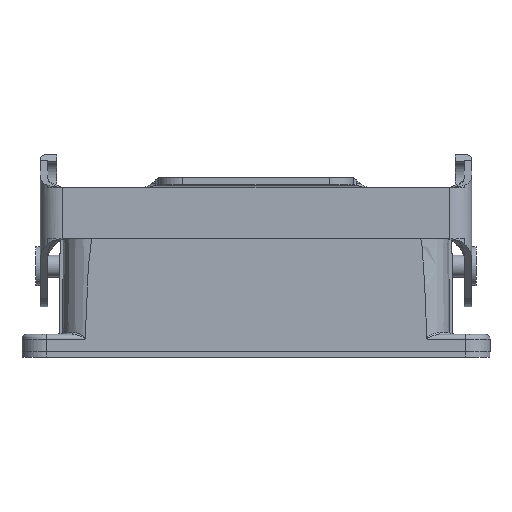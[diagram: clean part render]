
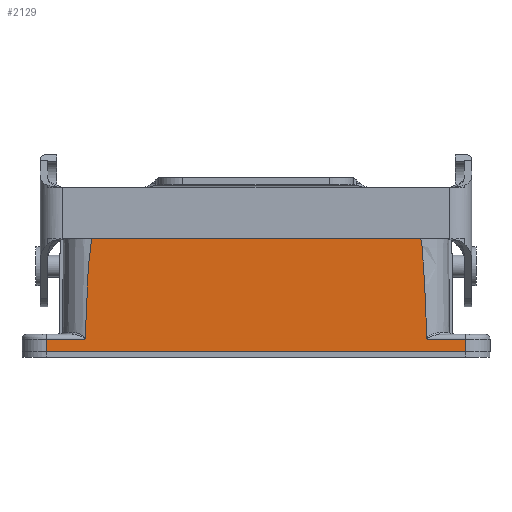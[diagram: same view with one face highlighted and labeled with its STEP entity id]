
A CAD part, front view. The second image highlights one B-rep face of the part: STEP entity #2129.
In plain terms, the highlighted planar face has unit normal (0, -1, 0).
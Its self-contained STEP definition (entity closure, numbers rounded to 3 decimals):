
#1824=B_SPLINE_CURVE_WITH_KNOTS('',3,(#8463,#8464,#8465,#8466),
 .UNSPECIFIED.,.F.,.F.,(4,4),(0.,1.),.UNSPECIFIED.);
#1826=B_SPLINE_CURVE_WITH_KNOTS('',3,(#8511,#8512,#8513,#8514,#8515,#8516,
#8517,#8518,#8519,#8520,#8521,#8522,#8523,#8524,#8525,#8526,#8527,#8528,
#8529,#8530,#8531,#8532,#8533,#8534,#8535,#8536,#8537,#8538,#8539,#8540,
#8541,#8542),.UNSPECIFIED.,.F.,.F.,(4,1,2,2,2,2,2,2,2,2,2,1,2,2,2,2,4),
(0.,0.062,0.094,0.125,0.187,
0.25,0.375,0.5,0.625,
0.687,0.703,0.719,0.75,
0.812,0.844,0.875,1.),.UNSPECIFIED.);
#1828=B_SPLINE_CURVE_WITH_KNOTS('',3,(#8584,#8585,#8586,#8587,#8588,#8589,
#8590,#8591,#8592,#8593,#8594,#8595,#8596,#8597,#8598,#8599,#8600,#8601,
#8602,#8603,#8604,#8605,#8606,#8607,#8608,#8609,#8610,#8611,#8612,#8613,
#8614,#8615,#8616,#8617,#8618,#8619,#8620,#8621,#8622),.UNSPECIFIED.,.F.,
 .F.,(4,2,2,2,2,2,2,2,2,2,1,2,2,2,2,2,1,2,2,1,4),(0.,0.125,
0.141,0.156,0.187,0.25,
0.281,0.313,0.375,0.438,0.5,0.563,
0.594,0.625,0.75,0.813,
0.875,0.891,0.906,0.938,1.),
 .UNSPECIFIED.);
#1833=B_SPLINE_CURVE_WITH_KNOTS('',3,(#8968,#8969,#8970,#8971),
 .UNSPECIFIED.,.F.,.F.,(4,4),(0.,1.),.UNSPECIFIED.);
#2129=ADVANCED_FACE('53-0-5',(#2471),#2333,.F.);
#2333=PLANE('',#6307);
#2471=FACE_OUTER_BOUND('',#2736,.T.);
#2736=EDGE_LOOP('',(#3648,#3649,#3650,#3651,#3652,#3653,#3654,#3655,#3656,
#3657));
#3648=ORIENTED_EDGE('',*,*,#5056,.F.);
#3649=ORIENTED_EDGE('',*,*,#5119,.F.);
#3650=ORIENTED_EDGE('',*,*,#5046,.F.);
#3651=ORIENTED_EDGE('',*,*,#5044,.F.);
#3652=ORIENTED_EDGE('',*,*,#5004,.F.);
#3653=ORIENTED_EDGE('',*,*,#5120,.F.);
#3654=ORIENTED_EDGE('',*,*,#4847,.F.);
#3655=ORIENTED_EDGE('',*,*,#5100,.T.);
#3656=ORIENTED_EDGE('',*,*,#5105,.F.);
#3657=ORIENTED_EDGE('',*,*,#5118,.F.);
#4430=VERTEX_POINT('',#7819);
#4431=VERTEX_POINT('',#7821);
#4532=VERTEX_POINT('',#8284);
#4535=VERTEX_POINT('',#8289);
#4563=VERTEX_POINT('',#8467);
#4564=VERTEX_POINT('',#8543);
#4573=VERTEX_POINT('',#8583);
#4574=VERTEX_POINT('',#8623);
#4602=VERTEX_POINT('',#8872);
#4605=VERTEX_POINT('',#8918);
#4847=EDGE_CURVE('',#4430,#4431,#5469,.T.);
#5004=EDGE_CURVE('',#4535,#4532,#5560,.T.);
#5044=EDGE_CURVE('',#4532,#4563,#1824,.T.);
#5046=EDGE_CURVE('',#4563,#4564,#1826,.T.);
#5056=EDGE_CURVE('',#4573,#4574,#1828,.T.);
#5100=EDGE_CURVE('',#4430,#4602,#5611,.T.);
#5105=EDGE_CURVE('',#4605,#4602,#5612,.T.);
#5118=EDGE_CURVE('',#4574,#4605,#1833,.T.);
#5119=EDGE_CURVE('',#4564,#4573,#5618,.T.);
#5120=EDGE_CURVE('',#4431,#4535,#5619,.T.);
#5469=LINE('',#7820,#5788);
#5560=LINE('',#8290,#5879);
#5611=LINE('',#8871,#5930);
#5612=LINE('',#8919,#5931);
#5618=LINE('',#9005,#5937);
#5619=LINE('',#9006,#5938);
#5788=VECTOR('',#6595,1.);
#5879=VECTOR('',#6918,1.);
#5930=VECTOR('',#7085,1.);
#5931=VECTOR('',#7094,1.);
#5937=VECTOR('',#7126,1.);
#5938=VECTOR('',#7127,1.);
#6307=AXIS2_PLACEMENT_3D('',#9007,#7128,#7129);
#6595=DIRECTION('',(-1.,0.,0.));
#6918=DIRECTION('',(1.,0.,0.));
#7085=DIRECTION('',(0.,0.,1.));
#7094=DIRECTION('',(1.,0.,0.));
#7126=DIRECTION('',(1.,0.,0.));
#7127=DIRECTION('',(0.,0.,1.));
#7128=DIRECTION('',(0.,1.,0.));
#7129=DIRECTION('',(-1.,0.,0.));
#7819=CARTESIAN_POINT('',(43.,-14.75,0.));
#7820=CARTESIAN_POINT('',(43.,-14.75,0.));
#7821=CARTESIAN_POINT('',(-43.,-14.75,0.));
#8284=CARTESIAN_POINT('',(-35.098,-14.75,2.5));
#8289=CARTESIAN_POINT('',(-43.,-14.75,2.5));
#8290=CARTESIAN_POINT('',(-43.,-14.75,2.5));
#8463=CARTESIAN_POINT('',(-35.098,-14.75,2.5));
#8464=CARTESIAN_POINT('',(-35.063,-14.75,2.546));
#8465=CARTESIAN_POINT('',(-35.047,-14.749,2.61));
#8466=CARTESIAN_POINT('',(-35.042,-14.75,2.686));
#8467=CARTESIAN_POINT('',(-35.042,-14.75,2.686));
#8511=CARTESIAN_POINT('',(-35.041,-14.75,2.686));
#8512=CARTESIAN_POINT('',(-35.028,-14.75,3.106));
#8513=CARTESIAN_POINT('',(-35.008,-14.748,3.779));
#8514=CARTESIAN_POINT('',(-34.989,-14.747,4.517));
#8515=CARTESIAN_POINT('',(-34.976,-14.745,5.024));
#8516=CARTESIAN_POINT('',(-34.974,-14.745,5.073));
#8517=CARTESIAN_POINT('',(-34.958,-14.745,5.569));
#8518=CARTESIAN_POINT('',(-34.94,-14.745,6.069));
#8519=CARTESIAN_POINT('',(-34.891,-14.744,7.409));
#8520=CARTESIAN_POINT('',(-34.88,-14.744,7.683));
#8521=CARTESIAN_POINT('',(-34.828,-14.745,8.93));
#8522=CARTESIAN_POINT('',(-34.784,-14.746,9.887));
#8523=CARTESIAN_POINT('',(-34.677,-14.749,12.052));
#8524=CARTESIAN_POINT('',(-34.632,-14.75,12.936));
#8525=CARTESIAN_POINT('',(-34.538,-14.75,14.801));
#8526=CARTESIAN_POINT('',(-34.497,-14.75,15.648));
#8527=CARTESIAN_POINT('',(-34.407,-14.751,17.044));
#8528=CARTESIAN_POINT('',(-34.373,-14.752,17.529));
#8529=CARTESIAN_POINT('',(-34.325,-14.753,18.16));
#8530=CARTESIAN_POINT('',(-34.317,-14.753,18.263));
#8531=CARTESIAN_POINT('',(-34.287,-14.754,18.65));
#8532=CARTESIAN_POINT('',(-34.245,-14.755,19.205));
#8533=CARTESIAN_POINT('',(-34.207,-14.755,19.684));
#8534=CARTESIAN_POINT('',(-34.139,-14.755,20.542));
#8535=CARTESIAN_POINT('',(-34.103,-14.755,20.98));
#8536=CARTESIAN_POINT('',(-34.063,-14.755,21.436));
#8537=CARTESIAN_POINT('',(-34.052,-14.755,21.555));
#8538=CARTESIAN_POINT('',(-34.035,-14.755,21.725));
#8539=CARTESIAN_POINT('',(-34.005,-14.755,22.005));
#8540=CARTESIAN_POINT('',(-33.862,-14.756,23.147));
#8541=CARTESIAN_POINT('',(-33.703,-14.758,24.069));
#8542=CARTESIAN_POINT('',(-33.5,-14.75,25.));
#8543=CARTESIAN_POINT('',(-33.5,-14.75,25.));
#8583=CARTESIAN_POINT('',(33.5,-14.75,25.));
#8584=CARTESIAN_POINT('',(33.5,-14.75,25.));
#8585=CARTESIAN_POINT('',(33.706,-14.758,24.056));
#8586=CARTESIAN_POINT('',(33.865,-14.756,23.133));
#8587=CARTESIAN_POINT('',(33.991,-14.755,22.118));
#8588=CARTESIAN_POINT('',(34.004,-14.755,22.006));
#8589=CARTESIAN_POINT('',(34.029,-14.755,21.782));
#8590=CARTESIAN_POINT('',(34.029,-14.755,21.78));
#8591=CARTESIAN_POINT('',(34.045,-14.755,21.618));
#8592=CARTESIAN_POINT('',(34.058,-14.755,21.477));
#8593=CARTESIAN_POINT('',(34.104,-14.755,20.952));
#8594=CARTESIAN_POINT('',(34.144,-14.755,20.468));
#8595=CARTESIAN_POINT('',(34.218,-14.755,19.541));
#8596=CARTESIAN_POINT('',(34.245,-14.755,19.198));
#8597=CARTESIAN_POINT('',(34.304,-14.754,18.446));
#8598=CARTESIAN_POINT('',(34.319,-14.753,18.243));
#8599=CARTESIAN_POINT('',(34.376,-14.752,17.48));
#8600=CARTESIAN_POINT('',(34.409,-14.751,17.002));
#8601=CARTESIAN_POINT('',(34.467,-14.75,16.105));
#8602=CARTESIAN_POINT('',(34.489,-14.75,15.723));
#8603=CARTESIAN_POINT('',(34.537,-14.75,14.833));
#8604=CARTESIAN_POINT('',(34.584,-14.75,13.922));
#8605=CARTESIAN_POINT('',(34.632,-14.749,12.97));
#8606=CARTESIAN_POINT('',(34.668,-14.749,12.24));
#8607=CARTESIAN_POINT('',(34.685,-14.748,11.884));
#8608=CARTESIAN_POINT('',(34.716,-14.748,11.244));
#8609=CARTESIAN_POINT('',(34.731,-14.748,10.94));
#8610=CARTESIAN_POINT('',(34.8,-14.746,9.501));
#8611=CARTESIAN_POINT('',(34.841,-14.745,8.606));
#8612=CARTESIAN_POINT('',(34.881,-14.744,7.647));
#8613=CARTESIAN_POINT('',(34.891,-14.744,7.403));
#8614=CARTESIAN_POINT('',(34.921,-14.745,6.589));
#8615=CARTESIAN_POINT('',(34.942,-14.745,5.994));
#8616=CARTESIAN_POINT('',(34.966,-14.745,5.291));
#8617=CARTESIAN_POINT('',(34.976,-14.746,5.002));
#8618=CARTESIAN_POINT('',(34.978,-14.746,4.929));
#8619=CARTESIAN_POINT('',(34.988,-14.746,4.621));
#8620=CARTESIAN_POINT('',(35.008,-14.747,3.973));
#8621=CARTESIAN_POINT('',(35.028,-14.748,3.227));
#8622=CARTESIAN_POINT('',(35.041,-14.75,2.686));
#8623=CARTESIAN_POINT('',(35.042,-14.75,2.686));
#8871=CARTESIAN_POINT('',(43.,-14.75,0.));
#8872=CARTESIAN_POINT('',(43.,-14.75,2.5));
#8918=CARTESIAN_POINT('',(35.098,-14.75,2.5));
#8919=CARTESIAN_POINT('',(35.098,-14.75,2.5));
#8968=CARTESIAN_POINT('',(35.042,-14.75,2.686));
#8969=CARTESIAN_POINT('',(35.047,-14.749,2.611));
#8970=CARTESIAN_POINT('',(35.063,-14.75,2.546));
#8971=CARTESIAN_POINT('',(35.098,-14.75,2.5));
#9005=CARTESIAN_POINT('',(-33.5,-14.75,25.));
#9006=CARTESIAN_POINT('',(-43.,-14.75,0.));
#9007=CARTESIAN_POINT('',(43.2,-14.75,-0.2));
